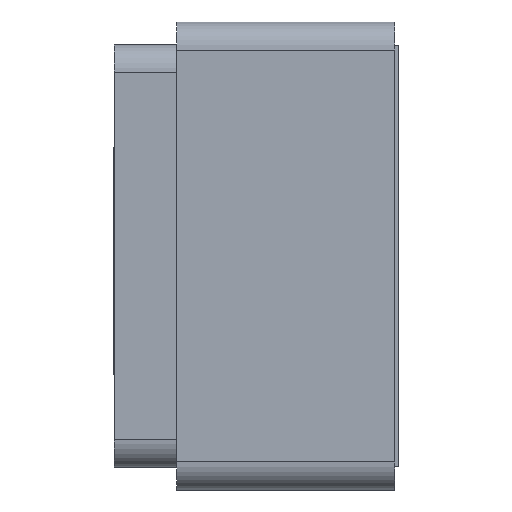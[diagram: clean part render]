
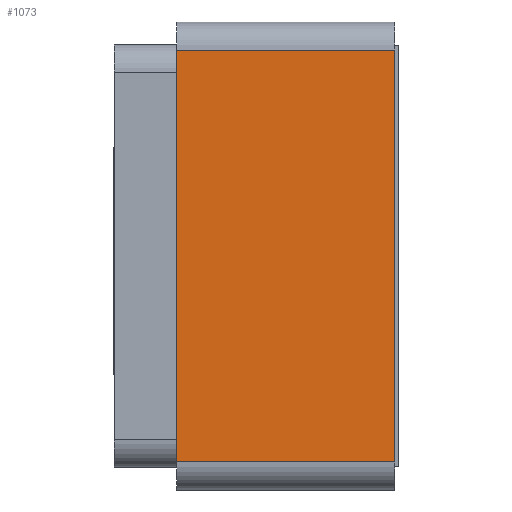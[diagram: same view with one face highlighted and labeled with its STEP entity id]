
A CAD part, left-side view. The second image highlights one B-rep face of the part: STEP entity #1073.
In plain terms, the highlighted planar face has unit normal (-1, 0, 0).
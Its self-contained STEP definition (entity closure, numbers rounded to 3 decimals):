
#8 = LINE ( 'NONE', #2150, #3529 ) ;
#77 = LINE ( 'NONE', #1768, #1814 ) ;
#325 = VERTEX_POINT ( 'NONE', #1472 ) ;
#430 = DIRECTION ( 'NONE',  ( 0., 0., 1. ) ) ;
#921 = EDGE_CURVE ( 'NONE', #2079, #2604, #8, .T. ) ;
#1073 = ADVANCED_FACE ( 'NONE', ( #2632 ), #4141, .F. ) ;
#1178 = CARTESIAN_POINT ( 'NONE',  ( -1.683, 0.7, -0.503 ) ) ;
#1229 = LINE ( 'NONE', #2250, #1668 ) ;
#1337 = CARTESIAN_POINT ( 'NONE',  ( -1.683, 0., 0.817 ) ) ;
#1398 = ORIENTED_EDGE ( 'NONE', *, *, #2705, .T. ) ;
#1432 = DIRECTION ( 'NONE',  ( 0., -1., 0. ) ) ;
#1472 = CARTESIAN_POINT ( 'NONE',  ( -1.683, 0.7, 0.817 ) ) ;
#1570 = ORIENTED_EDGE ( 'NONE', *, *, #4341, .F. ) ;
#1668 = VECTOR ( 'NONE', #3977, 1000. ) ;
#1768 = CARTESIAN_POINT ( 'NONE',  ( -1.683, 0.7, -0.503 ) ) ;
#1814 = VECTOR ( 'NONE', #1432, 1000. ) ;
#1822 = DIRECTION ( 'NONE',  ( 0., 0., 1. ) ) ;
#2049 = CARTESIAN_POINT ( 'NONE',  ( -1.683, 0.7, -0.503 ) ) ;
#2079 = VERTEX_POINT ( 'NONE', #3801 ) ;
#2150 = CARTESIAN_POINT ( 'NONE',  ( -1.683, 0., -0.503 ) ) ;
#2218 = EDGE_CURVE ( 'NONE', #325, #2604, #1229, .T. ) ;
#2250 = CARTESIAN_POINT ( 'NONE',  ( -1.683, 0.7, 0.817 ) ) ;
#2288 = LINE ( 'NONE', #1178, #3114 ) ;
#2406 = CARTESIAN_POINT ( 'NONE',  ( -1.683, 0.7, -0.503 ) ) ;
#2604 = VERTEX_POINT ( 'NONE', #1337 ) ;
#2632 = FACE_OUTER_BOUND ( 'NONE', #4017, .T. ) ;
#2705 = EDGE_CURVE ( 'NONE', #4429, #2079, #77, .T. ) ;
#3114 = VECTOR ( 'NONE', #430, 1000. ) ;
#3272 = ORIENTED_EDGE ( 'NONE', *, *, #2218, .F. ) ;
#3529 = VECTOR ( 'NONE', #1822, 1000. ) ;
#3777 = DIRECTION ( 'NONE',  ( 1., 0., 0. ) ) ;
#3801 = CARTESIAN_POINT ( 'NONE',  ( -1.683, 0., -0.503 ) ) ;
#3852 = ORIENTED_EDGE ( 'NONE', *, *, #921, .T. ) ;
#3977 = DIRECTION ( 'NONE',  ( 0., -1., 0. ) ) ;
#4017 = EDGE_LOOP ( 'NONE', ( #3852, #3272, #1570, #1398 ) ) ;
#4095 = DIRECTION ( 'NONE',  ( 0., 0., -1. ) ) ;
#4141 = PLANE ( 'NONE',  #4379 ) ;
#4341 = EDGE_CURVE ( 'NONE', #4429, #325, #2288, .T. ) ;
#4379 = AXIS2_PLACEMENT_3D ( 'NONE', #2049, #3777, #4095 ) ;
#4429 = VERTEX_POINT ( 'NONE', #2406 ) ;
